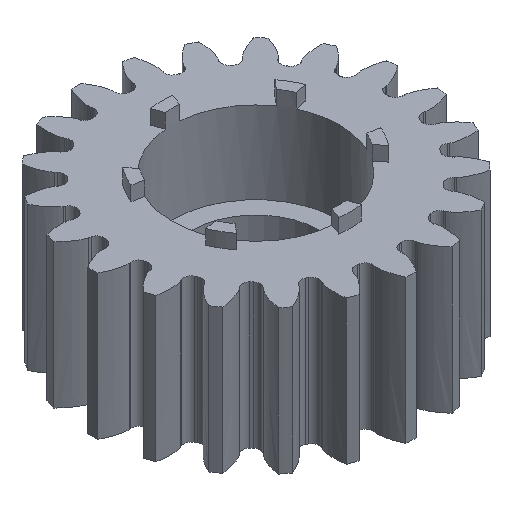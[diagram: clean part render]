
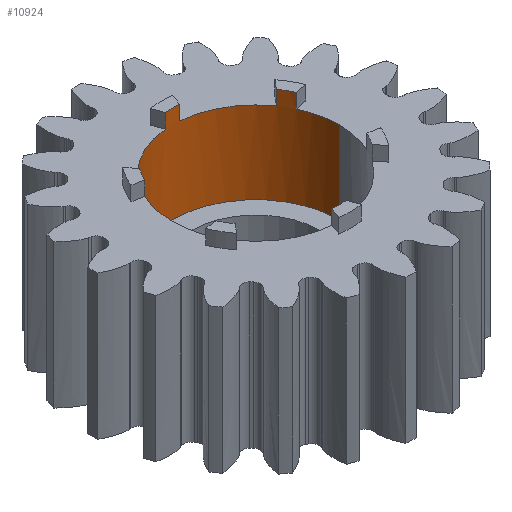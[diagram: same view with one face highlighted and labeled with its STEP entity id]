
A CAD part, isometric view. The second image highlights one B-rep face of the part: STEP entity #10924.
In plain terms, the highlighted cylindrical face has radius 29 mm (diameter 58 mm), a partial arc.
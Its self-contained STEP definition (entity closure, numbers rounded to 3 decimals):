
#57=CARTESIAN_POINT('Line Origine',(2.5,28.892,52.5)) ;
#61=CARTESIAN_POINT('Vertex',(2.5,28.892,50.)) ;
#63=CARTESIAN_POINT('Vertex',(2.5,28.892,55.)) ;
#132=CARTESIAN_POINT('Vertex',(-2.5,28.892,55.)) ;
#135=CARTESIAN_POINT('Axis2P3D Location',(0.,0.,55.)) ;
#156=CARTESIAN_POINT('Vertex',(-2.5,28.892,50.)) ;
#159=CARTESIAN_POINT('Line Origine',(-2.5,28.892,52.5)) ;
#171=CARTESIAN_POINT('Axis2P3D Location',(0.,0.,55.)) ;
#175=CARTESIAN_POINT('Vertex',(-26.271,12.281,55.)) ;
#177=CARTESIAN_POINT('Vertex',(-23.771,16.611,55.)) ;
#211=CARTESIAN_POINT('Line Origine',(-23.771,16.611,52.5)) ;
#215=CARTESIAN_POINT('Vertex',(-23.771,16.611,50.)) ;
#253=CARTESIAN_POINT('Vertex',(-26.271,12.281,50.)) ;
#256=CARTESIAN_POINT('Line Origine',(-26.271,12.281,52.5)) ;
#280=CARTESIAN_POINT('Axis2P3D Location',(0.,0.,55.)) ;
#284=CARTESIAN_POINT('Vertex',(23.771,16.611,55.)) ;
#286=CARTESIAN_POINT('Vertex',(26.271,12.281,55.)) ;
#320=CARTESIAN_POINT('Line Origine',(26.271,12.281,52.5)) ;
#324=CARTESIAN_POINT('Vertex',(26.271,12.281,50.)) ;
#362=CARTESIAN_POINT('Vertex',(23.771,16.611,50.)) ;
#365=CARTESIAN_POINT('Line Origine',(23.771,16.611,52.5)) ;
#6574=CARTESIAN_POINT('Vertex',(-29.,0.,50.)) ;
#6577=CARTESIAN_POINT('Axis2P3D Location',(0.,0.,50.)) ;
#6582=CARTESIAN_POINT('Axis2P3D Location',(0.,0.,50.)) ;
#6587=CARTESIAN_POINT('Axis2P3D Location',(0.,0.,50.)) ;
#6592=CARTESIAN_POINT('Axis2P3D Location',(0.,0.,50.)) ;
#6596=CARTESIAN_POINT('Vertex',(29.,0.,50.)) ;
#10849=CARTESIAN_POINT('Axis2P3D Location',(0.,0.,21.5)) ;
#10853=CARTESIAN_POINT('Vertex',(29.,0.,21.5)) ;
#10855=CARTESIAN_POINT('Vertex',(-29.,0.,21.5)) ;
#10872=CARTESIAN_POINT('Axis2P3D Location',(0.,0.,35.75)) ;
#10877=CARTESIAN_POINT('Line Origine',(29.,0.,38.25)) ;
#10882=CARTESIAN_POINT('Line Origine',(-29.,0.,38.25)) ;
#58=DIRECTION('Vector Direction',(0.,0.,1.)) ;
#136=DIRECTION('Axis2P3D Direction',(0.,0.,1.)) ;
#160=DIRECTION('Vector Direction',(0.,0.,1.)) ;
#172=DIRECTION('Axis2P3D Direction',(0.,0.,1.)) ;
#212=DIRECTION('Vector Direction',(0.,0.,1.)) ;
#257=DIRECTION('Vector Direction',(0.,0.,1.)) ;
#281=DIRECTION('Axis2P3D Direction',(0.,0.,1.)) ;
#321=DIRECTION('Vector Direction',(0.,0.,1.)) ;
#366=DIRECTION('Vector Direction',(0.,0.,1.)) ;
#6578=DIRECTION('Axis2P3D Direction',(0.,0.,1.)) ;
#6583=DIRECTION('Axis2P3D Direction',(0.,0.,1.)) ;
#6588=DIRECTION('Axis2P3D Direction',(0.,0.,1.)) ;
#6593=DIRECTION('Axis2P3D Direction',(0.,0.,1.)) ;
#10850=DIRECTION('Axis2P3D Direction',(0.,0.,1.)) ;
#10873=DIRECTION('Axis2P3D Direction',(0.,0.,1.)) ;
#10874=DIRECTION('Axis2P3D XDirection',(1.,0.,0.)) ;
#10878=DIRECTION('Vector Direction',(0.,0.,1.)) ;
#10883=DIRECTION('Vector Direction',(0.,0.,1.)) ;
#137=AXIS2_PLACEMENT_3D('Circle Axis2P3D',#135,#136,$) ;
#173=AXIS2_PLACEMENT_3D('Circle Axis2P3D',#171,#172,$) ;
#282=AXIS2_PLACEMENT_3D('Circle Axis2P3D',#280,#281,$) ;
#6579=AXIS2_PLACEMENT_3D('Circle Axis2P3D',#6577,#6578,$) ;
#6584=AXIS2_PLACEMENT_3D('Circle Axis2P3D',#6582,#6583,$) ;
#6589=AXIS2_PLACEMENT_3D('Circle Axis2P3D',#6587,#6588,$) ;
#6594=AXIS2_PLACEMENT_3D('Circle Axis2P3D',#6592,#6593,$) ;
#10851=AXIS2_PLACEMENT_3D('Circle Axis2P3D',#10849,#10850,$) ;
#10875=AXIS2_PLACEMENT_3D('Cylinder Axis2P3D',#10872,#10873,#10874) ;
#10907=ORIENTED_EDGE('',*,*,#369,.F.) ;
#10908=ORIENTED_EDGE('',*,*,#6591,.T.) ;
#10909=ORIENTED_EDGE('',*,*,#65,.T.) ;
#10910=ORIENTED_EDGE('',*,*,#139,.F.) ;
#10911=ORIENTED_EDGE('',*,*,#163,.F.) ;
#10912=ORIENTED_EDGE('',*,*,#6586,.T.) ;
#10913=ORIENTED_EDGE('',*,*,#217,.T.) ;
#10914=ORIENTED_EDGE('',*,*,#179,.F.) ;
#10915=ORIENTED_EDGE('',*,*,#260,.F.) ;
#10916=ORIENTED_EDGE('',*,*,#6581,.T.) ;
#10917=ORIENTED_EDGE('',*,*,#10886,.T.) ;
#10918=ORIENTED_EDGE('',*,*,#10857,.F.) ;
#10919=ORIENTED_EDGE('',*,*,#10881,.F.) ;
#10920=ORIENTED_EDGE('',*,*,#6598,.T.) ;
#10921=ORIENTED_EDGE('',*,*,#326,.T.) ;
#10922=ORIENTED_EDGE('',*,*,#288,.F.) ;
#59=VECTOR('Line Direction',#58,1.) ;
#161=VECTOR('Line Direction',#160,1.) ;
#213=VECTOR('Line Direction',#212,1.) ;
#258=VECTOR('Line Direction',#257,1.) ;
#322=VECTOR('Line Direction',#321,1.) ;
#367=VECTOR('Line Direction',#366,1.) ;
#10879=VECTOR('Line Direction',#10878,1.) ;
#10884=VECTOR('Line Direction',#10883,1.) ;
#10924=ADVANCED_FACE('PartBody',(#10923),#10876,.F.) ;
#138=CIRCLE('generated circle',#137,29.) ;
#174=CIRCLE('generated circle',#173,29.) ;
#283=CIRCLE('generated circle',#282,29.) ;
#6580=CIRCLE('generated circle',#6579,29.) ;
#6585=CIRCLE('generated circle',#6584,29.) ;
#6590=CIRCLE('generated circle',#6589,29.) ;
#6595=CIRCLE('generated circle',#6594,29.) ;
#10852=CIRCLE('generated circle',#10851,29.) ;
#10876=CYLINDRICAL_SURFACE('generated cylinder',#10875,29.) ;
#65=EDGE_CURVE('',#62,#64,#60,.T.) ;
#139=EDGE_CURVE('',#133,#64,#138,.F.) ;
#163=EDGE_CURVE('',#157,#133,#162,.T.) ;
#179=EDGE_CURVE('',#176,#178,#174,.F.) ;
#217=EDGE_CURVE('',#216,#178,#214,.T.) ;
#260=EDGE_CURVE('',#254,#176,#259,.T.) ;
#288=EDGE_CURVE('',#285,#287,#283,.F.) ;
#326=EDGE_CURVE('',#325,#287,#323,.T.) ;
#369=EDGE_CURVE('',#363,#285,#368,.T.) ;
#6581=EDGE_CURVE('',#254,#6575,#6580,.T.) ;
#6586=EDGE_CURVE('',#157,#216,#6585,.T.) ;
#6591=EDGE_CURVE('',#363,#62,#6590,.T.) ;
#6598=EDGE_CURVE('',#6597,#325,#6595,.T.) ;
#10857=EDGE_CURVE('',#10854,#10856,#10852,.T.) ;
#10881=EDGE_CURVE('',#6597,#10854,#10880,.F.) ;
#10886=EDGE_CURVE('',#6575,#10856,#10885,.F.) ;
#10906=EDGE_LOOP('',(#10907,#10908,#10909,#10910,#10911,#10912,#10913,#10914,#10915,#10916,#10917,#10918,#10919,#10920,#10921,#10922)) ;
#10923=FACE_OUTER_BOUND('',#10906,.T.) ;
#60=LINE('Line',#57,#59) ;
#162=LINE('Line',#159,#161) ;
#214=LINE('Line',#211,#213) ;
#259=LINE('Line',#256,#258) ;
#323=LINE('Line',#320,#322) ;
#368=LINE('Line',#365,#367) ;
#10880=LINE('Line',#10877,#10879) ;
#10885=LINE('Line',#10882,#10884) ;
#62=VERTEX_POINT('',#61) ;
#64=VERTEX_POINT('',#63) ;
#133=VERTEX_POINT('',#132) ;
#157=VERTEX_POINT('',#156) ;
#176=VERTEX_POINT('',#175) ;
#178=VERTEX_POINT('',#177) ;
#216=VERTEX_POINT('',#215) ;
#254=VERTEX_POINT('',#253) ;
#285=VERTEX_POINT('',#284) ;
#287=VERTEX_POINT('',#286) ;
#325=VERTEX_POINT('',#324) ;
#363=VERTEX_POINT('',#362) ;
#6575=VERTEX_POINT('',#6574) ;
#6597=VERTEX_POINT('',#6596) ;
#10854=VERTEX_POINT('',#10853) ;
#10856=VERTEX_POINT('',#10855) ;
